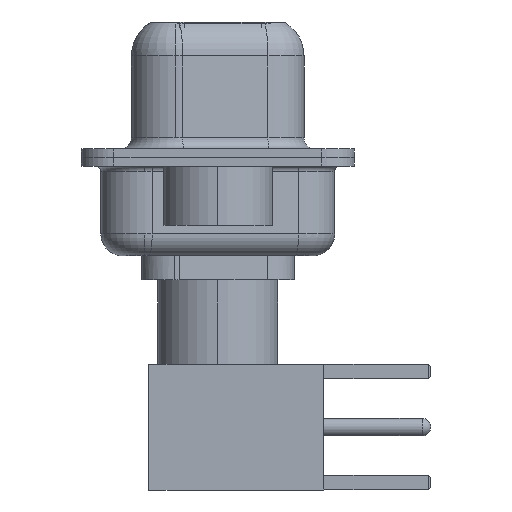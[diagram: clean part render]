
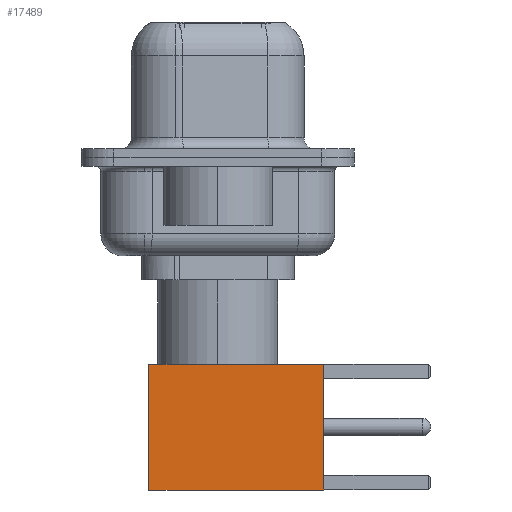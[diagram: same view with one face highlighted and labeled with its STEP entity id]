
A CAD part, left-side view. The second image highlights one B-rep face of the part: STEP entity #17489.
In plain terms, the highlighted face is planar.
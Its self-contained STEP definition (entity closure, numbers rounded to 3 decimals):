
#1111 = CARTESIAN_POINT ( 'NONE',  ( -2.875, 2.875, 0. ) ) ;
#1246 = DIRECTION ( 'NONE',  ( 0., 1., 0. ) ) ;
#1432 = ORIENTED_EDGE ( 'NONE', *, *, #12101, .F. ) ;
#1987 = CARTESIAN_POINT ( 'NONE',  ( -2.875, 2.875, 8. ) ) ;
#2903 = DIRECTION ( 'NONE',  ( 0., 0., -1. ) ) ;
#3129 = ORIENTED_EDGE ( 'NONE', *, *, #12713, .F. ) ;
#3394 = VECTOR ( 'NONE', #2903, 1000. ) ;
#3747 = VERTEX_POINT ( 'NONE', #12180 ) ;
#3854 = PLANE ( 'NONE',  #12562 ) ;
#3964 = ORIENTED_EDGE ( 'NONE', *, *, #10568, .T. ) ;
#4153 = VECTOR ( 'NONE', #11060, 1000. ) ;
#5549 = FACE_OUTER_BOUND ( 'NONE', #9448, .T. ) ;
#5835 = ORIENTED_EDGE ( 'NONE', *, *, #7064, .T. ) ;
#6083 = VECTOR ( 'NONE', #17318, 1000. ) ;
#6192 = VERTEX_POINT ( 'NONE', #1987 ) ;
#6244 = DIRECTION ( 'NONE',  ( -1., 0., 0. ) ) ;
#7064 = EDGE_CURVE ( 'NONE', #3747, #7576, #7278, .T. ) ;
#7278 = LINE ( 'NONE', #16048, #13663 ) ;
#7576 = VERTEX_POINT ( 'NONE', #9004 ) ;
#8515 = DIRECTION ( 'NONE',  ( 0., 0., 1. ) ) ;
#8720 = VERTEX_POINT ( 'NONE', #15783 ) ;
#9004 = CARTESIAN_POINT ( 'NONE',  ( -2.875, 2.875, 0. ) ) ;
#9448 = EDGE_LOOP ( 'NONE', ( #3964, #5835, #3129, #1432 ) ) ;
#9541 = CARTESIAN_POINT ( 'NONE',  ( 2.875, 2.875, 0. ) ) ;
#10568 = EDGE_CURVE ( 'NONE', #8720, #3747, #15622, .T. ) ;
#11060 = DIRECTION ( 'NONE',  ( 0., 0., -1. ) ) ;
#12101 = EDGE_CURVE ( 'NONE', #8720, #6192, #13158, .T. ) ;
#12180 = CARTESIAN_POINT ( 'NONE',  ( 2.875, 2.875, 0. ) ) ;
#12562 = AXIS2_PLACEMENT_3D ( 'NONE', #9541, #1246, #8515 ) ;
#12713 = EDGE_CURVE ( 'NONE', #6192, #7576, #17905, .T. ) ;
#13158 = LINE ( 'NONE', #17411, #6083 ) ;
#13663 = VECTOR ( 'NONE', #6244, 1000. ) ;
#15622 = LINE ( 'NONE', #17017, #3394 ) ;
#15783 = CARTESIAN_POINT ( 'NONE',  ( 2.875, 2.875, 8. ) ) ;
#16048 = CARTESIAN_POINT ( 'NONE',  ( 0., 2.875, 0. ) ) ;
#17017 = CARTESIAN_POINT ( 'NONE',  ( 2.875, 2.875, 0. ) ) ;
#17318 = DIRECTION ( 'NONE',  ( -1., 0., 0. ) ) ;
#17411 = CARTESIAN_POINT ( 'NONE',  ( 0., 2.875, 8. ) ) ;
#17489 = ADVANCED_FACE ( 'NONE', ( #5549 ), #3854, .T. ) ;
#17905 = LINE ( 'NONE', #1111, #4153 ) ;
